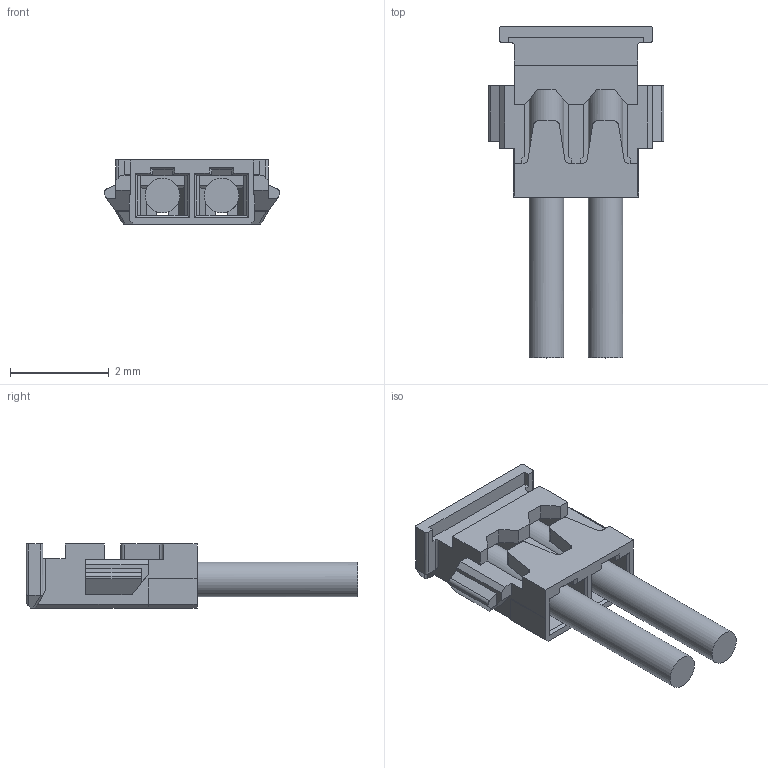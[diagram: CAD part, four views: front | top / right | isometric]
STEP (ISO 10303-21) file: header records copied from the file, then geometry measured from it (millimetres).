
FILE_DESCRIPTION(/* description */ (''),/* implementation_level */ '2;1');
FILE_NAME(/* name */ 'Molex_Ezmate_Pico_Cable_2pin.step',/* time_stamp */ '2024-06-19T18:42:17-06:00',/* author */ (''),/* organization */ (''),/* preprocessor_version */ 'ST-DEVELOPER v20',/* originating_system */ 'Autodesk Translation Framework v13.14.0.145',/* authorisation */ '');
FILE_SCHEMA (('AUTOMOTIVE_DESIGN { 1 0 10303 214 3 1 1 }'));
Length unit declared in the file: millimetre
Products named in the file (1): Molex_Ezmate_Pico_Cable_2pin
Bounding box: 3.56 x 6.74 x 1.3 mm (x, y, z)
Volume: 10.7 mm3; surface area: 84.3 mm2
Topology: 1 solids, 1 shells, 181 faces, 517 edges, 332 vertices
Faces by surface type: plane 159, cylinder 22
Full cylindrical faces by diameter (mm): 0.7 x2
Entity records: 5831 total; most frequent: ORIENTED_EDGE 1034, CARTESIAN_POINT 1031, DIRECTION 929, EDGE_CURVE 517, LINE 469, VECTOR 469, VERTEX_POINT 332, AXIS2_PLACEMENT_3D 230
